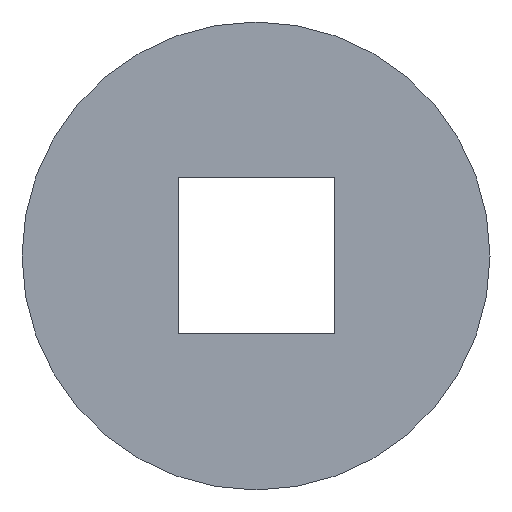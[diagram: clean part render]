
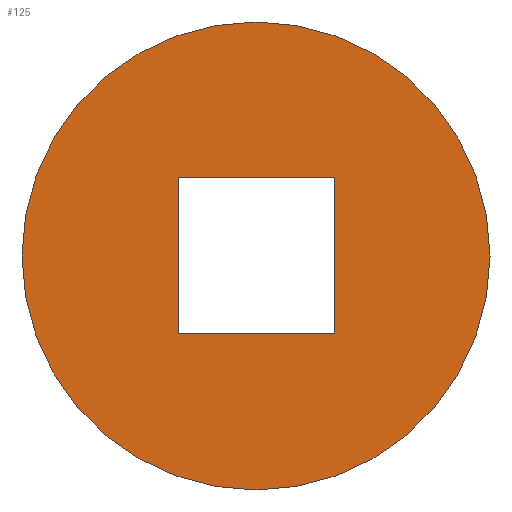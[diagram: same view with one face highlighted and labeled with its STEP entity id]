
A CAD part, left-side view. The second image highlights one B-rep face of the part: STEP entity #125.
In plain terms, the highlighted planar face has unit normal (-1, 0, 0).
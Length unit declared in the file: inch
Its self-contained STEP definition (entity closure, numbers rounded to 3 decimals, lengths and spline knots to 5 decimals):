
#17=LINE('',#201,#29);
#21=LINE('',#208,#33);
#24=LINE('',#214,#36);
#26=LINE('',#217,#38);
#29=VECTOR('',#168,39.37008);
#33=VECTOR('',#174,39.37008);
#36=VECTOR('',#179,39.37008);
#38=VECTOR('',#183,39.37008);
#43=PLANE('',#154);
#46=FACE_BOUND('',#62,.T.);
#53=FACE_OUTER_BOUND('',#61,.T.);
#61=EDGE_LOOP('',(#109));
#62=EDGE_LOOP('',(#110,#111,#112,#113));
#65=CIRCLE('',#148,0.75);
#67=VERTEX_POINT('',#190);
#71=VERTEX_POINT('',#198);
#72=VERTEX_POINT('',#200);
#74=VERTEX_POINT('',#206);
#76=VERTEX_POINT('',#212);
#77=EDGE_CURVE('',#67,#67,#65,.T.);
#81=EDGE_CURVE('',#71,#72,#17,.T.);
#85=EDGE_CURVE('',#74,#71,#21,.T.);
#88=EDGE_CURVE('',#74,#76,#24,.T.);
#90=EDGE_CURVE('',#76,#72,#26,.T.);
#109=ORIENTED_EDGE('',*,*,#77,.T.);
#110=ORIENTED_EDGE('',*,*,#81,.F.);
#111=ORIENTED_EDGE('',*,*,#85,.F.);
#112=ORIENTED_EDGE('',*,*,#88,.T.);
#113=ORIENTED_EDGE('',*,*,#90,.T.);
#125=ADVANCED_FACE('',(#53,#46),#43,.T.);
#148=AXIS2_PLACEMENT_3D('',#191,#160,#161);
#154=AXIS2_PLACEMENT_3D('',#218,#184,#185);
#160=DIRECTION('center_axis',(-1.,0.,0.));
#161=DIRECTION('ref_axis',(0.,-1.,0.));
#168=DIRECTION('',(0.,-1.,0.));
#174=DIRECTION('',(0.,0.,-1.));
#179=DIRECTION('',(0.,-1.,0.));
#183=DIRECTION('',(0.,0.,-1.));
#184=DIRECTION('center_axis',(-1.,0.,0.));
#185=DIRECTION('ref_axis',(0.,-1.,0.));
#190=CARTESIAN_POINT('',(-6.945,0.,66.625));
#191=CARTESIAN_POINT('Origin',(-6.945,0.,67.375));
#198=CARTESIAN_POINT('',(-6.945,0.25,67.125));
#200=CARTESIAN_POINT('',(-6.945,-0.25,67.125));
#201=CARTESIAN_POINT('',(-6.945,0.,67.125));
#206=CARTESIAN_POINT('',(-6.945,0.25,67.625));
#208=CARTESIAN_POINT('',(-6.945,0.25,67.513));
#212=CARTESIAN_POINT('',(-6.945,-0.25,67.625));
#214=CARTESIAN_POINT('',(-6.945,-0.1143,67.625));
#217=CARTESIAN_POINT('',(-6.945,-0.25,67.513));
#218=CARTESIAN_POINT('Origin',(-6.945,0.,67.375));
